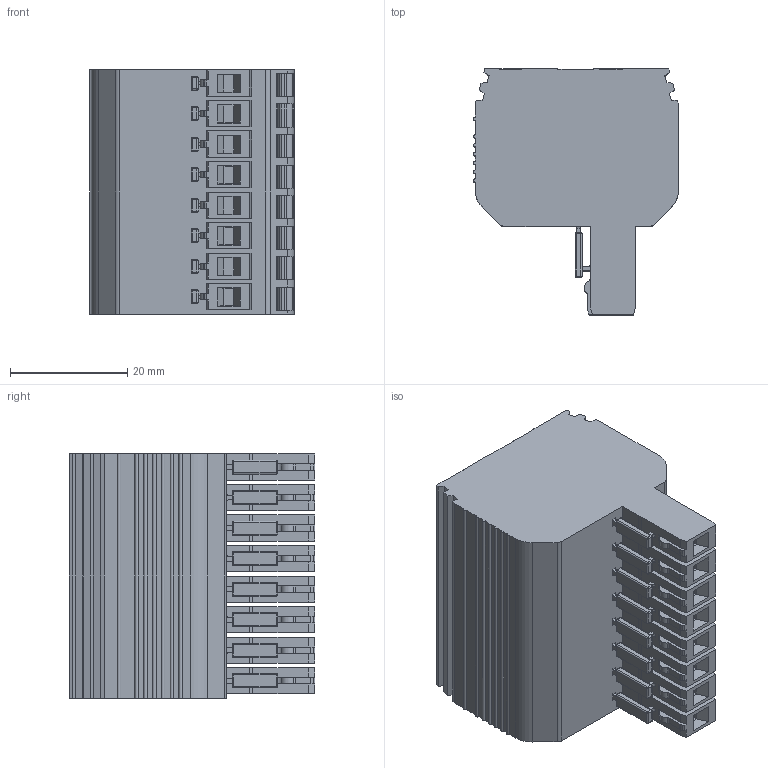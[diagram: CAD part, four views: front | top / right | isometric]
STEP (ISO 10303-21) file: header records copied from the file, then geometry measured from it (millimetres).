
FILE_DESCRIPTION (( 'STEP AP214' ), '1' );
FILE_NAME ('310569_SG_PT 2.5DB_7_Grey.STEP', '2017-10-02T05:01:44', ( '' ), ( '' ), 'SwSTEP 2.0', 'SolidWorks 2017', '' );
FILE_SCHEMA (( 'AUTOMOTIVE_DESIGN' ));
Length unit declared in the file: millimetre
Products named in the file (1): 310569_SG_PT 2.5DB_7_Grey
Bounding box: 34.9 x 41.9 x 41.6 mm (x, y, z)
Volume: 39829.7 mm3; surface area: 11504.4 mm2
Topology: 1 solids, 1 shells, 1366 faces, 3722 edges, 2364 vertices
Faces by surface type: plane 873, cylinder 429, sphere 64
Entity records: 42350 total; most frequent: CARTESIAN_POINT 7509, ORIENTED_EDGE 7316, DIRECTION 7218, EDGE_CURVE 3658, LINE 2752, VECTOR 2752, VERTEX_POINT 2364, AXIS2_PLACEMENT_3D 2233
